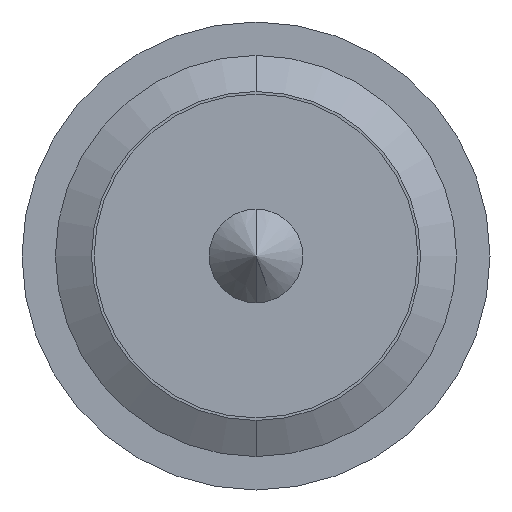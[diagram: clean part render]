
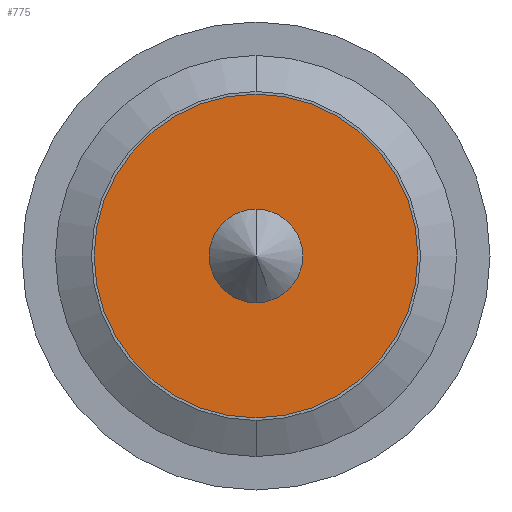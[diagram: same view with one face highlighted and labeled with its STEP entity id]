
A CAD part, front view. The second image highlights one B-rep face of the part: STEP entity #775.
In plain terms, the highlighted planar face has unit normal (0, -1, 0).
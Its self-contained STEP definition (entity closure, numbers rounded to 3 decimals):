
#258 = EDGE_CURVE ( 'NONE', #882, #1858, #5213, .T. ) ;
#401 = CIRCLE ( 'NONE', #1738, 0.35 ) ;
#414 = FACE_BOUND ( 'NONE', #535, .T. ) ;
#447 = AXIS2_PLACEMENT_3D ( 'NONE', #2051, #5423, #711 ) ;
#494 = VERTEX_POINT ( 'NONE', #5131 ) ;
#496 = DIRECTION ( 'NONE',  ( 0., 1., 0. ) ) ;
#535 = EDGE_LOOP ( 'NONE', ( #730, #2851 ) ) ;
#711 = DIRECTION ( 'NONE',  ( 0., 0., 1. ) ) ;
#729 = DIRECTION ( 'NONE',  ( 0., 0., 1. ) ) ;
#730 = ORIENTED_EDGE ( 'NONE', *, *, #5522, .T. ) ;
#775 = ADVANCED_FACE ( 'NONE', ( #414, #2569 ), #4535, .F. ) ;
#882 = VERTEX_POINT ( 'NONE', #5542 ) ;
#1193 = AXIS2_PLACEMENT_3D ( 'NONE', #4127, #5067, #729 ) ;
#1250 = CIRCLE ( 'NONE', #3359, 1.21 ) ;
#1252 = CARTESIAN_POINT ( 'NONE',  ( 0., -0.25, 0. ) ) ;
#1344 = DIRECTION ( 'NONE',  ( 0., 0., 1. ) ) ;
#1431 = AXIS2_PLACEMENT_3D ( 'NONE', #2193, #3434, #1344 ) ;
#1638 = ORIENTED_EDGE ( 'NONE', *, *, #258, .F. ) ;
#1738 = AXIS2_PLACEMENT_3D ( 'NONE', #1252, #2574, #3906 ) ;
#1858 = VERTEX_POINT ( 'NONE', #5063 ) ;
#2051 = CARTESIAN_POINT ( 'NONE',  ( 0., -0.25, 0. ) ) ;
#2193 = CARTESIAN_POINT ( 'NONE',  ( 0., -0.25, 0. ) ) ;
#2569 = FACE_OUTER_BOUND ( 'NONE', #3688, .T. ) ;
#2574 = DIRECTION ( 'NONE',  ( 0., 1., 0. ) ) ;
#2599 = ORIENTED_EDGE ( 'NONE', *, *, #3547, .F. ) ;
#2851 = ORIENTED_EDGE ( 'NONE', *, *, #3024, .T. ) ;
#3024 = EDGE_CURVE ( 'NONE', #5186, #494, #401, .T. ) ;
#3082 = CARTESIAN_POINT ( 'NONE',  ( 0., -0.25, 0. ) ) ;
#3359 = AXIS2_PLACEMENT_3D ( 'NONE', #3082, #496, #4807 ) ;
#3434 = DIRECTION ( 'NONE',  ( 0., 1., 0. ) ) ;
#3547 = EDGE_CURVE ( 'NONE', #1858, #882, #1250, .T. ) ;
#3688 = EDGE_LOOP ( 'NONE', ( #2599, #1638 ) ) ;
#3906 = DIRECTION ( 'NONE',  ( 0., 0., 1. ) ) ;
#4127 = CARTESIAN_POINT ( 'NONE',  ( 0.355, -0.25, 0. ) ) ;
#4535 = PLANE ( 'NONE',  #1193 ) ;
#4807 = DIRECTION ( 'NONE',  ( 0., 0., 1. ) ) ;
#5063 = CARTESIAN_POINT ( 'NONE',  ( 0., -0.25, 1.21 ) ) ;
#5067 = DIRECTION ( 'NONE',  ( 0., 1., 0. ) ) ;
#5131 = CARTESIAN_POINT ( 'NONE',  ( 0., -0.25, -0.35 ) ) ;
#5181 = CIRCLE ( 'NONE', #447, 0.35 ) ;
#5186 = VERTEX_POINT ( 'NONE', #5454 ) ;
#5213 = CIRCLE ( 'NONE', #1431, 1.21 ) ;
#5423 = DIRECTION ( 'NONE',  ( 0., 1., 0. ) ) ;
#5454 = CARTESIAN_POINT ( 'NONE',  ( 0., -0.25, 0.35 ) ) ;
#5522 = EDGE_CURVE ( 'NONE', #494, #5186, #5181, .T. ) ;
#5542 = CARTESIAN_POINT ( 'NONE',  ( 0., -0.25, -1.21 ) ) ;
